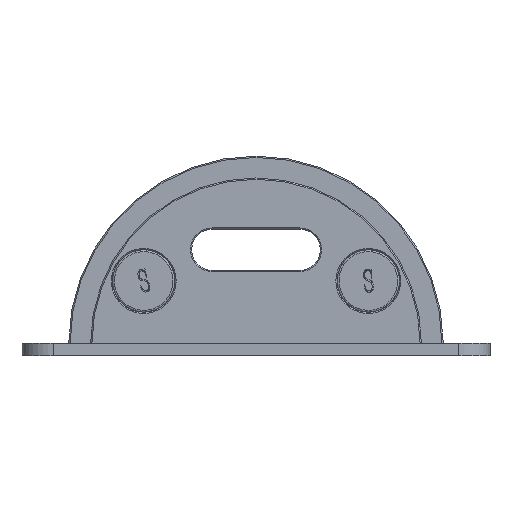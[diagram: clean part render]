
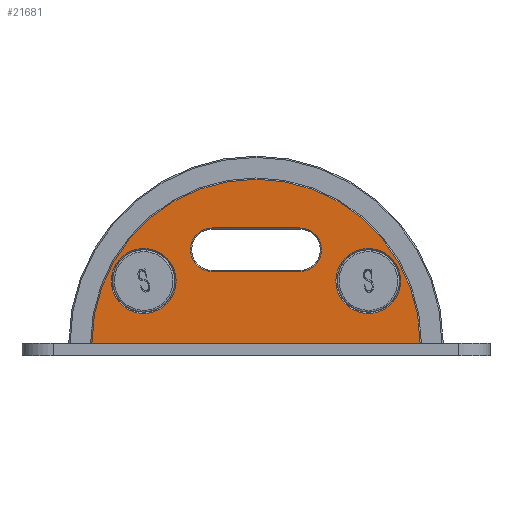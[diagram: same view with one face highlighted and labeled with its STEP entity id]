
A CAD part, front view. The second image highlights one B-rep face of the part: STEP entity #21681.
In plain terms, the highlighted planar face has unit normal (0, -1, 0).
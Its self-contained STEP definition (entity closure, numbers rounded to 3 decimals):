
#273 = ORIENTED_EDGE ( 'NONE', *, *, #5421, .F. ) ;
#756 = ORIENTED_EDGE ( 'NONE', *, *, #12494, .F. ) ;
#1137 = FACE_BOUND ( 'NONE', #34161, .T. ) ;
#1172 = CARTESIAN_POINT ( 'NONE',  ( -32.353, -5.13, 60. ) ) ;
#1623 = VERTEX_POINT ( 'NONE', #14766 ) ;
#1795 = EDGE_CURVE ( 'NONE', #4038, #2873, #32852, .T. ) ;
#2539 = AXIS2_PLACEMENT_3D ( 'NONE', #16835, #3349, #13725 ) ;
#2873 = VERTEX_POINT ( 'NONE', #14986 ) ;
#3194 = EDGE_CURVE ( 'NONE', #30833, #30833, #28844, .T. ) ;
#3349 = DIRECTION ( 'NONE',  ( 0., -1., 0. ) ) ;
#3381 = CARTESIAN_POINT ( 'NONE',  ( -6.053, -5.13, 60. ) ) ;
#3438 = EDGE_CURVE ( 'NONE', #20017, #17371, #5105, .T. ) ;
#3969 = DIRECTION ( 'NONE',  ( 1., 0., 0. ) ) ;
#4038 = VERTEX_POINT ( 'NONE', #1172 ) ;
#4406 = DIRECTION ( 'NONE',  ( -1., 0., 0. ) ) ;
#4712 = ORIENTED_EDGE ( 'NONE', *, *, #34012, .F. ) ;
#4912 = LINE ( 'NONE', #31198, #21494 ) ;
#5104 = EDGE_CURVE ( 'NONE', #1623, #1623, #5460, .T. ) ;
#5105 = CIRCLE ( 'NONE', #13951, 3.5 ) ;
#5119 = DIRECTION ( 'NONE',  ( 0., 0., -1. ) ) ;
#5421 = EDGE_CURVE ( 'NONE', #6104, #20017, #4912, .T. ) ;
#5460 = CIRCLE ( 'NONE', #23680, 5.2 ) ;
#5799 = FACE_OUTER_BOUND ( 'NONE', #7134, .T. ) ;
#6104 = VERTEX_POINT ( 'NONE', #22282 ) ;
#6486 = FACE_BOUND ( 'NONE', #9074, .T. ) ;
#7134 = EDGE_LOOP ( 'NONE', ( #4712, #19489 ) ) ;
#7486 = DIRECTION ( 'NONE',  ( 0., -1., 0. ) ) ;
#7796 = LINE ( 'NONE', #31488, #31228 ) ;
#9039 = CIRCLE ( 'NONE', #32239, 26.3 ) ;
#9074 = EDGE_LOOP ( 'NONE', ( #14125 ) ) ;
#9099 = EDGE_LOOP ( 'NONE', ( #16140 ) ) ;
#9493 = CARTESIAN_POINT ( 'NONE',  ( -36.053, -5.13, 60. ) ) ;
#9566 = ORIENTED_EDGE ( 'NONE', *, *, #13530, .F. ) ;
#9978 = CARTESIAN_POINT ( 'NONE',  ( 11.947, -5.13, 70. ) ) ;
#11681 = DIRECTION ( 'NONE',  ( 0., 1., 0. ) ) ;
#12207 = DIRECTION ( 'NONE',  ( 0., 0., 1. ) ) ;
#12494 = EDGE_CURVE ( 'NONE', #17371, #27310, #7796, .T. ) ;
#13073 = DIRECTION ( 'NONE',  ( 0., -1., 0. ) ) ;
#13530 = EDGE_CURVE ( 'NONE', #27310, #6104, #32360, .T. ) ;
#13725 = DIRECTION ( 'NONE',  ( 0., 0., -1. ) ) ;
#13931 = DIRECTION ( 'NONE',  ( 0., 0., 1. ) ) ;
#13951 = AXIS2_PLACEMENT_3D ( 'NONE', #20632, #7486, #29779 ) ;
#14125 = ORIENTED_EDGE ( 'NONE', *, *, #5104, .F. ) ;
#14436 = DIRECTION ( 'NONE',  ( 0., 0., -1. ) ) ;
#14766 = CARTESIAN_POINT ( 'NONE',  ( 11.947, -5.13, 64.8 ) ) ;
#14986 = CARTESIAN_POINT ( 'NONE',  ( 20.247, -5.13, 60. ) ) ;
#16140 = ORIENTED_EDGE ( 'NONE', *, *, #3194, .F. ) ;
#16835 = CARTESIAN_POINT ( 'NONE',  ( 0.947, -5.13, 75. ) ) ;
#17107 = CARTESIAN_POINT ( 'NONE',  ( -13.053, -5.13, 78.5 ) ) ;
#17371 = VERTEX_POINT ( 'NONE', #24096 ) ;
#19489 = ORIENTED_EDGE ( 'NONE', *, *, #1795, .T. ) ;
#20017 = VERTEX_POINT ( 'NONE', #17107 ) ;
#20122 = AXIS2_PLACEMENT_3D ( 'NONE', #3381, #11681, #13931 ) ;
#20632 = CARTESIAN_POINT ( 'NONE',  ( -13.053, -5.13, 75. ) ) ;
#20665 = DIRECTION ( 'NONE',  ( 0., 1., 0. ) ) ;
#21315 = CARTESIAN_POINT ( 'NONE',  ( 0.947, -5.13, 71.5 ) ) ;
#21494 = VECTOR ( 'NONE', #4406, 1000. ) ;
#21681 = ADVANCED_FACE ( 'NONE', ( #5799, #1137, #6486, #27581 ), #32783, .F. ) ;
#22282 = CARTESIAN_POINT ( 'NONE',  ( 0.947, -5.13, 78.5 ) ) ;
#23680 = AXIS2_PLACEMENT_3D ( 'NONE', #9978, #13073, #5119 ) ;
#23895 = AXIS2_PLACEMENT_3D ( 'NONE', #27738, #33114, #14436 ) ;
#24096 = CARTESIAN_POINT ( 'NONE',  ( -13.053, -5.13, 71.5 ) ) ;
#24711 = VECTOR ( 'NONE', #3969, 1000. ) ;
#25515 = CARTESIAN_POINT ( 'NONE',  ( -6.053, -5.13, 60. ) ) ;
#27310 = VERTEX_POINT ( 'NONE', #21315 ) ;
#27581 = FACE_BOUND ( 'NONE', #9099, .T. ) ;
#27738 = CARTESIAN_POINT ( 'NONE',  ( -24.053, -5.13, 70. ) ) ;
#28844 = CIRCLE ( 'NONE', #23895, 5.2 ) ;
#29779 = DIRECTION ( 'NONE',  ( 0., 0., -1. ) ) ;
#30833 = VERTEX_POINT ( 'NONE', #33607 ) ;
#31198 = CARTESIAN_POINT ( 'NONE',  ( -6.053, -5.13, 78.5 ) ) ;
#31228 = VECTOR ( 'NONE', #31661, 1000. ) ;
#31488 = CARTESIAN_POINT ( 'NONE',  ( -6.053, -5.13, 71.5 ) ) ;
#31661 = DIRECTION ( 'NONE',  ( 1., 0., 0. ) ) ;
#32239 = AXIS2_PLACEMENT_3D ( 'NONE', #25515, #20665, #12207 ) ;
#32360 = CIRCLE ( 'NONE', #2539, 3.5 ) ;
#32783 = PLANE ( 'NONE',  #20122 ) ;
#32852 = LINE ( 'NONE', #9493, #24711 ) ;
#32999 = ORIENTED_EDGE ( 'NONE', *, *, #3438, .F. ) ;
#33114 = DIRECTION ( 'NONE',  ( 0., -1., 0. ) ) ;
#33607 = CARTESIAN_POINT ( 'NONE',  ( -24.053, -5.13, 64.8 ) ) ;
#34012 = EDGE_CURVE ( 'NONE', #4038, #2873, #9039, .T. ) ;
#34161 = EDGE_LOOP ( 'NONE', ( #32999, #273, #9566, #756 ) ) ;
